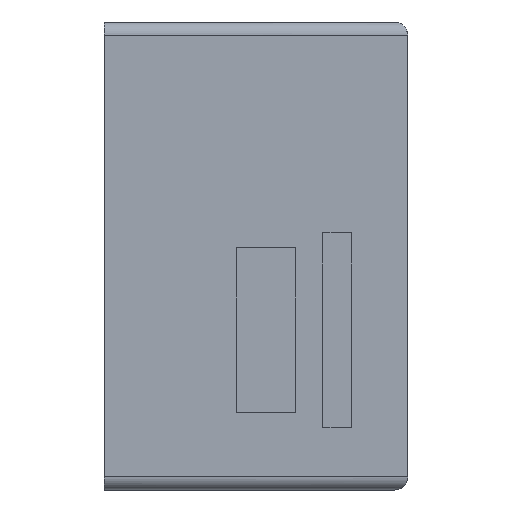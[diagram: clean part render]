
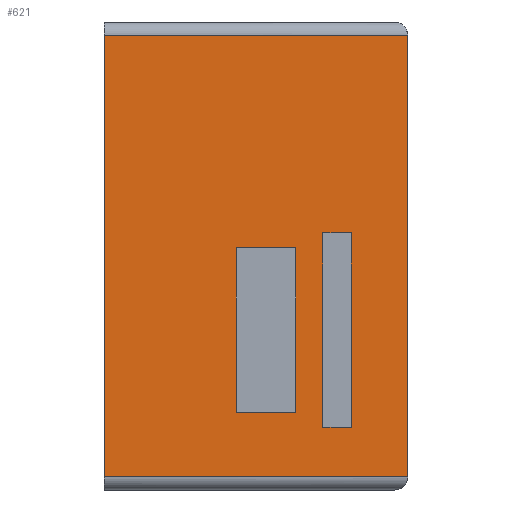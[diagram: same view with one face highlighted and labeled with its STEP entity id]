
A CAD part, left-side view. The second image highlights one B-rep face of the part: STEP entity #621.
In plain terms, the highlighted planar face has unit normal (-1, 0, 0).
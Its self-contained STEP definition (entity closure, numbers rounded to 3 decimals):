
#26=FACE_BOUND('',#118,.T.);
#27=FACE_BOUND('',#119,.T.);
#46=PLANE('',#694);
#80=FACE_OUTER_BOUND('',#117,.T.);
#117=EDGE_LOOP('',(#543,#544,#545,#546));
#118=EDGE_LOOP('',(#547,#548,#549,#550));
#119=EDGE_LOOP('',(#551,#552,#553,#554));
#153=LINE('',#982,#214);
#158=LINE('',#997,#219);
#164=LINE('',#1011,#225);
#166=LINE('',#1015,#227);
#168=LINE('',#1019,#229);
#170=LINE('',#1022,#231);
#172=LINE('',#1027,#233);
#174=LINE('',#1031,#235);
#176=LINE('',#1035,#237);
#178=LINE('',#1038,#239);
#183=LINE('',#1052,#244);
#184=LINE('',#1053,#245);
#214=VECTOR('',#795,10.);
#219=VECTOR('',#810,10.);
#225=VECTOR('',#826,10.);
#227=VECTOR('',#830,10.);
#229=VECTOR('',#834,10.);
#231=VECTOR('',#838,10.);
#233=VECTOR('',#842,10.);
#235=VECTOR('',#846,10.);
#237=VECTOR('',#850,10.);
#239=VECTOR('',#854,10.);
#244=VECTOR('',#873,10.);
#245=VECTOR('',#874,10.);
#302=VERTEX_POINT('',#972);
#305=VERTEX_POINT('',#980);
#307=VERTEX_POINT('',#986);
#310=VERTEX_POINT('',#996);
#312=VERTEX_POINT('',#1008);
#313=VERTEX_POINT('',#1010);
#314=VERTEX_POINT('',#1014);
#315=VERTEX_POINT('',#1018);
#316=VERTEX_POINT('',#1024);
#317=VERTEX_POINT('',#1026);
#318=VERTEX_POINT('',#1030);
#319=VERTEX_POINT('',#1034);
#370=EDGE_CURVE('',#305,#302,#153,.T.);
#377=EDGE_CURVE('',#307,#310,#158,.T.);
#384=EDGE_CURVE('',#313,#312,#164,.T.);
#386=EDGE_CURVE('',#314,#313,#166,.T.);
#388=EDGE_CURVE('',#315,#314,#168,.T.);
#390=EDGE_CURVE('',#312,#315,#170,.T.);
#392=EDGE_CURVE('',#317,#316,#172,.T.);
#394=EDGE_CURVE('',#318,#317,#174,.T.);
#396=EDGE_CURVE('',#319,#318,#176,.T.);
#398=EDGE_CURVE('',#316,#319,#178,.T.);
#405=EDGE_CURVE('',#310,#305,#183,.F.);
#406=EDGE_CURVE('',#307,#302,#184,.F.);
#543=ORIENTED_EDGE('',*,*,#370,.F.);
#544=ORIENTED_EDGE('',*,*,#405,.F.);
#545=ORIENTED_EDGE('',*,*,#377,.F.);
#546=ORIENTED_EDGE('',*,*,#406,.T.);
#547=ORIENTED_EDGE('',*,*,#384,.T.);
#548=ORIENTED_EDGE('',*,*,#390,.T.);
#549=ORIENTED_EDGE('',*,*,#388,.T.);
#550=ORIENTED_EDGE('',*,*,#386,.T.);
#551=ORIENTED_EDGE('',*,*,#392,.T.);
#552=ORIENTED_EDGE('',*,*,#398,.T.);
#553=ORIENTED_EDGE('',*,*,#396,.T.);
#554=ORIENTED_EDGE('',*,*,#394,.T.);
#621=ADVANCED_FACE('',(#80,#26,#27),#46,.T.);
#694=AXIS2_PLACEMENT_3D('',#1051,#871,#872);
#795=DIRECTION('',(0.,-1.,0.));
#810=DIRECTION('',(0.,1.,0.));
#826=DIRECTION('',(0.,1.,0.));
#830=DIRECTION('',(0.,0.,-1.));
#834=DIRECTION('',(0.,-1.,0.));
#838=DIRECTION('',(0.,0.,1.));
#842=DIRECTION('',(0.,1.,0.));
#846=DIRECTION('',(0.,0.,-1.));
#850=DIRECTION('',(0.,-1.,0.));
#854=DIRECTION('',(0.,0.,1.));
#871=DIRECTION('center_axis',(-1.,0.,0.));
#872=DIRECTION('ref_axis',(0.,0.,1.));
#873=DIRECTION('',(0.,0.,-1.));
#874=DIRECTION('',(0.,0.,-1.));
#972=CARTESIAN_POINT('',(-1.534,-0.7,3.424));
#980=CARTESIAN_POINT('',(-1.534,17.7,3.424));
#982=CARTESIAN_POINT('',(-1.534,0.,3.424));
#986=CARTESIAN_POINT('',(-1.534,-0.7,-23.376));
#996=CARTESIAN_POINT('',(-1.534,17.7,-23.376));
#997=CARTESIAN_POINT('',(-1.534,0.,-23.376));
#1008=CARTESIAN_POINT('',(-1.534,4.443,-20.376));
#1010=CARTESIAN_POINT('',(-1.534,2.709,-20.376));
#1011=CARTESIAN_POINT('',(-1.534,1.354,-20.376));
#1014=CARTESIAN_POINT('',(-1.534,2.709,-8.576));
#1015=CARTESIAN_POINT('',(-1.534,2.709,-16.026));
#1018=CARTESIAN_POINT('',(-1.534,4.443,-8.576));
#1019=CARTESIAN_POINT('',(-1.534,2.222,-8.576));
#1022=CARTESIAN_POINT('',(-1.534,4.443,-21.926));
#1024=CARTESIAN_POINT('',(-1.534,9.7,-19.476));
#1026=CARTESIAN_POINT('',(-1.534,6.1,-19.476));
#1027=CARTESIAN_POINT('',(-1.534,3.05,-19.476));
#1030=CARTESIAN_POINT('',(-1.534,6.1,-9.476));
#1031=CARTESIAN_POINT('',(-1.534,6.1,-16.476));
#1034=CARTESIAN_POINT('',(-1.534,9.7,-9.476));
#1035=CARTESIAN_POINT('',(-1.534,4.85,-9.476));
#1038=CARTESIAN_POINT('',(-1.534,9.7,-21.476));
#1051=CARTESIAN_POINT('Origin',(-1.534,0.,-23.476));
#1052=CARTESIAN_POINT('',(-1.534,17.7,-16.726));
#1053=CARTESIAN_POINT('',(-1.534,-0.7,-16.726));
